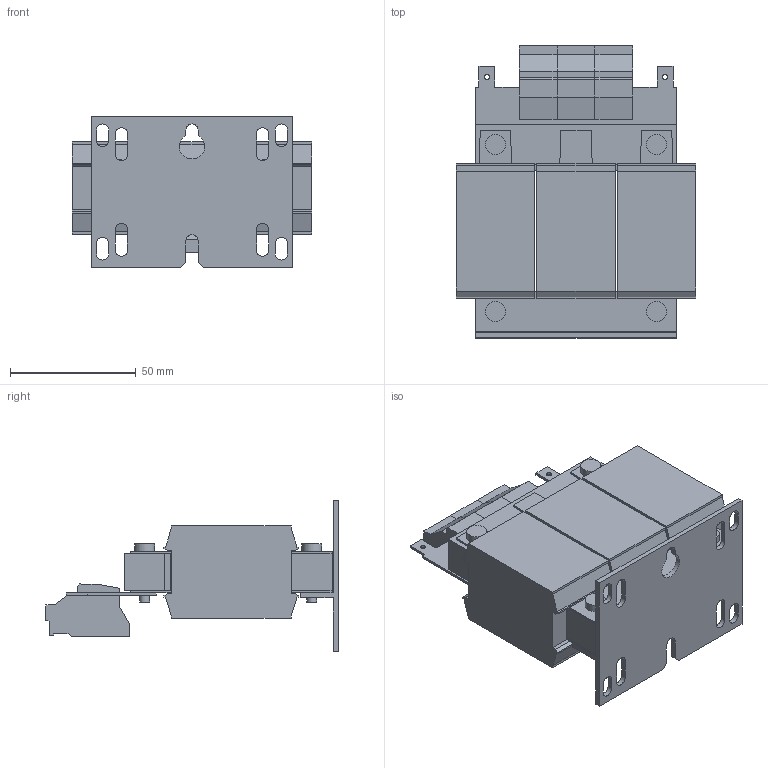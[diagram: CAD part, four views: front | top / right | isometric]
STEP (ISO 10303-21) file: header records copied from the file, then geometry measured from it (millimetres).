
FILE_DESCRIPTION (( 'STEP AP214' ), '1' );
FILE_NAME ('384695.STEP', '2021-10-18T08:44:33', ( '' ), ( '' ), 'SwSTEP 2.0', 'SolidWorks 2018', '' );
FILE_SCHEMA (( 'AUTOMOTIVE_DESIGN' ));
Length unit declared in the file: millimetre
Products named in the file (1): 384695
Bounding box: 95 x 116.05 x 60 mm (x, y, z)
Volume: 246708.5 mm3; surface area: 55309.1 mm2
Topology: 1 solids, 1 shells, 452 faces, 1188 edges, 764 vertices
Faces by surface type: plane 383, cylinder 69
Entity records: 13756 total; most frequent: CARTESIAN_POINT 2405, ORIENTED_EDGE 2376, DIRECTION 2232, EDGE_CURVE 1188, VECTOR 1050, LINE 1050, VERTEX_POINT 764, AXIS2_PLACEMENT_3D 591
